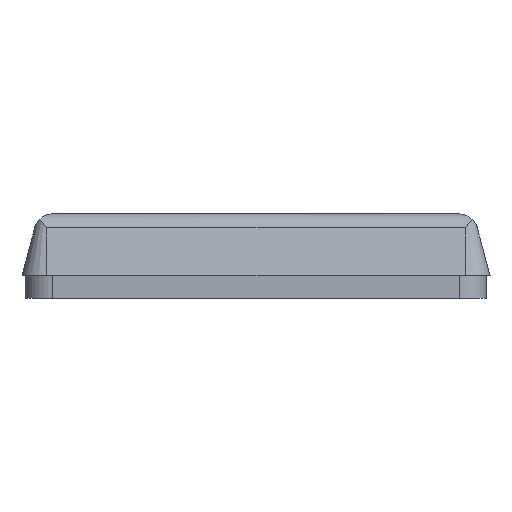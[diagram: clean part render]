
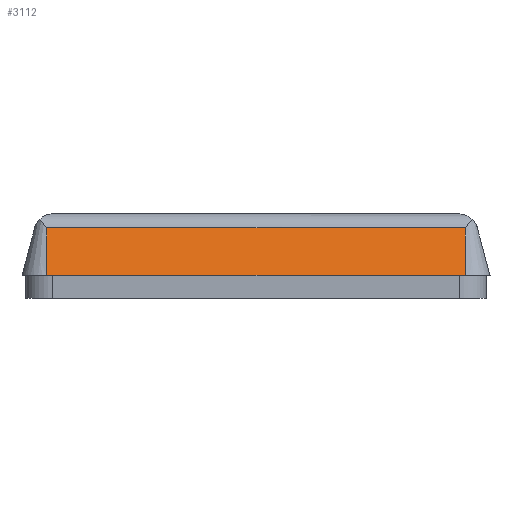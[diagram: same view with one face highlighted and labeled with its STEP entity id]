
A CAD part, left-side view. The second image highlights one B-rep face of the part: STEP entity #3112.
In plain terms, the highlighted planar face has unit normal (-0.966, 0, 0.259).
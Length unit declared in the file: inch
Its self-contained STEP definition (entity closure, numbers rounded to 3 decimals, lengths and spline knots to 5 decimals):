
#71 = VECTOR ( 'NONE', #1538, 39.37008 ) ;
#460 = CARTESIAN_POINT ( 'NONE',  ( -2.86815, 1.07449, 0.24229 ) ) ;
#584 = LINE ( 'NONE', #2813, #2270 ) ;
#596 = EDGE_CURVE ( 'NONE', #3269, #1035, #656, .T. ) ;
#656 = LINE ( 'NONE', #6542, #5176 ) ;
#870 = DIRECTION ( 'NONE',  ( -0.259, 0., -0.966 ) ) ;
#1035 = VERTEX_POINT ( 'NONE', #4828 ) ;
#1423 = CARTESIAN_POINT ( 'NONE',  ( -2.93307, 1.07449, 0. ) ) ;
#1492 = ORIENTED_EDGE ( 'NONE', *, *, #4335, .T. ) ;
#1538 = DIRECTION ( 'NONE',  ( 0.259, 0., 0.966 ) ) ;
#2080 = EDGE_CURVE ( 'NONE', #2954, #6324, #2646, .T. ) ;
#2190 = DIRECTION ( 'NONE',  ( -0.966, 0., 0.259 ) ) ;
#2270 = VECTOR ( 'NONE', #3470, 39.37008 ) ;
#2337 = CARTESIAN_POINT ( 'NONE',  ( -2.86815, -1.07449, 0.24229 ) ) ;
#2646 = LINE ( 'NONE', #4300, #71 ) ;
#2757 = PLANE ( 'NONE',  #3003 ) ;
#2813 = CARTESIAN_POINT ( 'NONE',  ( -2.86815, 3.93701, 0.24229 ) ) ;
#2954 = VERTEX_POINT ( 'NONE', #5047 ) ;
#3003 = AXIS2_PLACEMENT_3D ( 'NONE', #3832, #2190, #4491 ) ;
#3112 = ADVANCED_FACE ( 'NONE', ( #6302 ), #2757, .T. ) ;
#3187 = LINE ( 'NONE', #1423, #5589 ) ;
#3269 = VERTEX_POINT ( 'NONE', #2337 ) ;
#3470 = DIRECTION ( 'NONE',  ( 0., -1., 0. ) ) ;
#3832 = CARTESIAN_POINT ( 'NONE',  ( -2.93307, 1.07449, 0. ) ) ;
#4052 = ORIENTED_EDGE ( 'NONE', *, *, #596, .F. ) ;
#4086 = EDGE_CURVE ( 'NONE', #6324, #3269, #584, .T. ) ;
#4300 = CARTESIAN_POINT ( 'NONE',  ( -5266.97429, 1.07449, -19645.66929 ) ) ;
#4335 = EDGE_CURVE ( 'NONE', #2954, #1035, #3187, .T. ) ;
#4491 = DIRECTION ( 'NONE',  ( 0.259, 0., 0.966 ) ) ;
#4828 = CARTESIAN_POINT ( 'NONE',  ( -2.93307, -1.07449, 0. ) ) ;
#4889 = EDGE_LOOP ( 'NONE', ( #6140, #1492, #4052, #7578 ) ) ;
#5047 = CARTESIAN_POINT ( 'NONE',  ( -2.93307, 1.07449, 0. ) ) ;
#5176 = VECTOR ( 'NONE', #870, 39.37008 ) ;
#5589 = VECTOR ( 'NONE', #6117, 39.37008 ) ;
#6117 = DIRECTION ( 'NONE',  ( 0., -1., 0. ) ) ;
#6140 = ORIENTED_EDGE ( 'NONE', *, *, #2080, .F. ) ;
#6302 = FACE_OUTER_BOUND ( 'NONE', #4889, .T. ) ;
#6324 = VERTEX_POINT ( 'NONE', #460 ) ;
#6542 = CARTESIAN_POINT ( 'NONE',  ( -5266.97429, -1.07449, -19645.66929 ) ) ;
#7578 = ORIENTED_EDGE ( 'NONE', *, *, #4086, .F. ) ;
